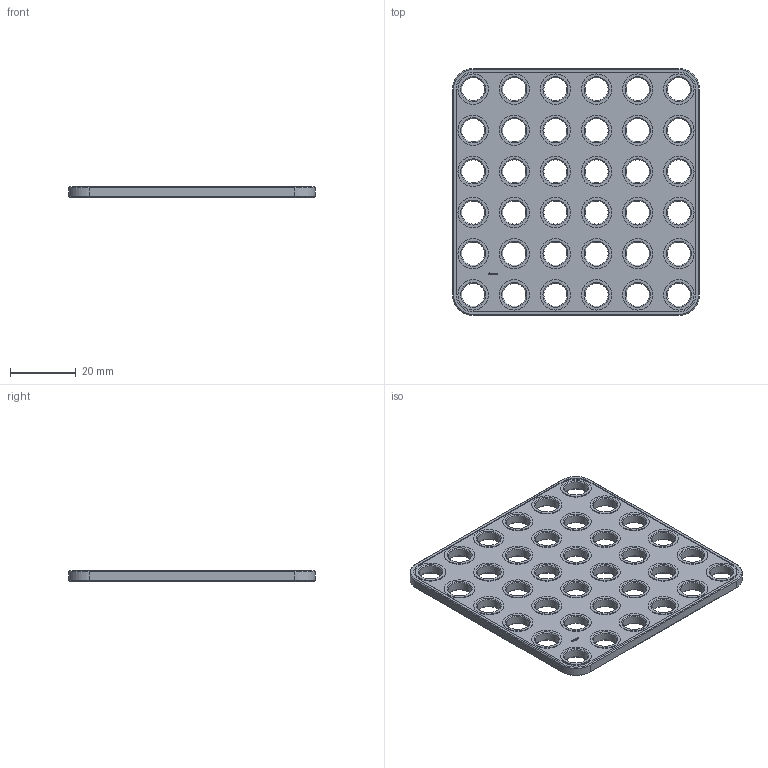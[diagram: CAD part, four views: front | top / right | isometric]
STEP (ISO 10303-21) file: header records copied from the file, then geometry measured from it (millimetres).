
FILE_DESCRIPTION(('FreeCAD Model'),'2;1');
FILE_NAME('Open CASCADE Shape Model','2024-01-31T15:14:55',(''),(''), 'Open CASCADE STEP processor 7.6','FreeCAD','Unknown');
FILE_SCHEMA(('AUTOMOTIVE_DESIGN { 1 0 10303 214 1 1 1 1 }'));
Length unit declared in the file: millimetre
Products named in the file (1): Plate SQR CRNR BU06x00.25 - SPN-PLT-0041 (stemfie.org)
Bounding box: 75 x 75 x 3.12 mm (x, y, z)
Volume: 12467.8 mm3; surface area: 11683.8 mm2
Topology: 1 solids, 1 shells, 643 faces, 1628 edges, 1056 vertices
Faces by surface type: plane 369, extrusion 114, cylinder 80, cone 80
Full cylindrical faces by diameter (mm): 7 x36, 9.2 x36
Entity records: 40995 total; most frequent: CARTESIAN_POINT 9695, DIRECTION 5092, VECTOR 3464, LINE 3350, ORIENTED_EDGE 3256, PCURVE 3256, DEFINITIONAL_REPRESENTATION 3256, EDGE_CURVE 1628
